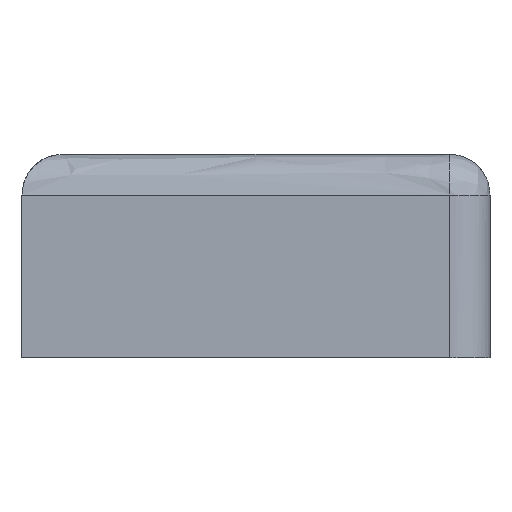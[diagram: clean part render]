
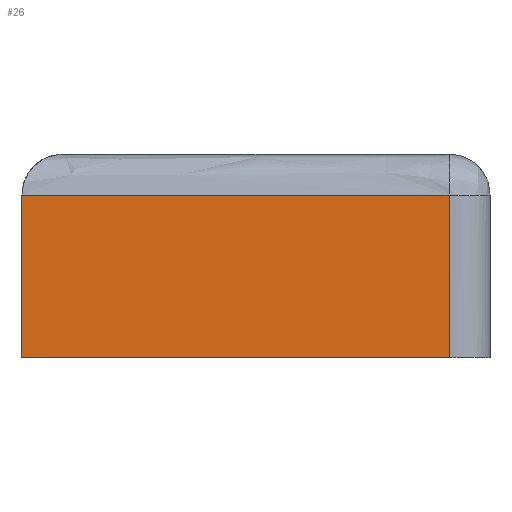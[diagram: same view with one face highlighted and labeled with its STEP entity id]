
A CAD part, left-side view. The second image highlights one B-rep face of the part: STEP entity #26.
In plain terms, the highlighted free-form (B-spline) face has degree [1, 1] with [2, 2] control points.
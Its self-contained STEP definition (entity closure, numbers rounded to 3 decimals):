
#26=ADVANCED_FACE('',(#44),#454,.T.);
#44=FACE_OUTER_BOUND('',#62,.T.);
#62=EDGE_LOOP('',(#90,#91,#92,#93));
#90=ORIENTED_EDGE('',*,*,#398,.T.);
#91=ORIENTED_EDGE('',*,*,#399,.T.);
#92=ORIENTED_EDGE('',*,*,#400,.T.);
#93=ORIENTED_EDGE('',*,*,#401,.T.);
#198=PCURVE('',#454,#278);
#199=PCURVE('',#454,#279);
#200=PCURVE('',#454,#280);
#201=PCURVE('',#454,#281);
#213=PCURVE('',#457,#293);
#225=PCURVE('',#459,#305);
#262=PCURVE('',#469,#342);
#267=PCURVE('',#471,#347);
#278=DEFINITIONAL_REPRESENTATION('',(#510),#1278);
#279=DEFINITIONAL_REPRESENTATION('',(#512),#1278);
#280=DEFINITIONAL_REPRESENTATION('',(#514),#1278);
#281=DEFINITIONAL_REPRESENTATION('',(#516),#1278);
#293=DEFINITIONAL_REPRESENTATION('',(#538),#1278);
#305=DEFINITIONAL_REPRESENTATION('',(#548),#1278);
#342=DEFINITIONAL_REPRESENTATION('',(#581),#1278);
#347=DEFINITIONAL_REPRESENTATION('',(#586),#1278);
#358=SURFACE_CURVE('',#509,(#198,#267),.PCURVE_S1.);
#359=SURFACE_CURVE('',#511,(#199,#262),.PCURVE_S1.);
#360=SURFACE_CURVE('',#513,(#200,#213),.PCURVE_S1.);
#361=SURFACE_CURVE('',#515,(#201,#225),.PCURVE_S1.);
#398=EDGE_CURVE('',#438,#440,#358,.T.);
#399=EDGE_CURVE('',#440,#441,#359,.T.);
#400=EDGE_CURVE('',#441,#439,#360,.T.);
#401=EDGE_CURVE('',#439,#438,#361,.T.);
#438=VERTEX_POINT('',#926);
#439=VERTEX_POINT('',#927);
#440=VERTEX_POINT('',#928);
#441=VERTEX_POINT('',#929);
#454=B_SPLINE_SURFACE_WITH_KNOTS('',1,1,((#660,#661),(#662,#663)),
 .UNSPECIFIED.,.F.,.F.,.F.,(2,2),(2,2),(-0.102,25.12),
(1.2,10.8),.UNSPECIFIED.);
#457=B_SPLINE_SURFACE_WITH_KNOTS('',1,1,((#672,#673),(#674,#675)),
 .UNSPECIFIED.,.F.,.F.,.F.,(2,2),(2,2),(-3.081,33.892),
(1.2,10.8),.UNSPECIFIED.);
#459=B_SPLINE_SURFACE_WITH_KNOTS('',1,1,((#680,#681),(#682,#683)),
 .UNSPECIFIED.,.F.,.F.,.F.,(2,2),(2,2),(-33.892,3.081),
(-2.302,25.32),.UNSPECIFIED.);
#469=(
BOUNDED_SURFACE()
B_SPLINE_SURFACE(2,1,((#837,#838),(#839,#840),(#841,#842),(#843,#844),(#845,
#846),(#847,#848),(#849,#850),(#851,#852),(#853,#854)),.UNSPECIFIED.,.T.,
 .F.,.F.)
B_SPLINE_SURFACE_WITH_KNOTS((3,2,2,2,3),(2,2),(0.,1.571,3.142,
4.712,6.283),(0.,25.222),.UNSPECIFIED.)
GEOMETRIC_REPRESENTATION_ITEM()
RATIONAL_B_SPLINE_SURFACE(((1.,1.),(0.707,0.707),
(1.,1.),(0.707,0.707),(1.,1.),(0.707,
0.707),(1.,1.),(0.707,0.707),(1.,1.)))
REPRESENTATION_ITEM('')
SURFACE()
);
#471=(
BOUNDED_SURFACE()
B_SPLINE_SURFACE(2,1,((#900,#901),(#902,#903),(#904,#905),(#906,#907),(#908,
#909),(#910,#911),(#912,#913),(#914,#915),(#916,#917)),.UNSPECIFIED.,.T.,
 .F.,.F.)
B_SPLINE_SURFACE_WITH_KNOTS((3,2,2,2,3),(2,2),(0.,1.571,3.142,
4.712,6.283),(0.,9.6),.UNSPECIFIED.)
GEOMETRIC_REPRESENTATION_ITEM()
RATIONAL_B_SPLINE_SURFACE(((1.,1.),(0.707,0.707),
(1.,1.),(0.707,0.707),(1.,1.),(0.707,
0.707),(1.,1.),(0.707,0.707),(1.,1.)))
REPRESENTATION_ITEM('')
SURFACE()
);
#509=B_SPLINE_CURVE_WITH_KNOTS('',1,(#986,#987),.UNSPECIFIED.,.F.,.F.,(2,
2),(0.,8.),.UNSPECIFIED.);
#510=B_SPLINE_CURVE_WITH_KNOTS('',1,(#988,#989),.UNSPECIFIED.,.F.,.F.,(2,
2),(0.,8.),.UNSPECIFIED.);
#511=B_SPLINE_CURVE_WITH_KNOTS('',1,(#990,#991),.UNSPECIFIED.,.F.,.F.,(2,
2),(0.,21.018),.UNSPECIFIED.);
#512=B_SPLINE_CURVE_WITH_KNOTS('',1,(#992,#993),.UNSPECIFIED.,.F.,.F.,(2,
2),(0.,21.018),.UNSPECIFIED.);
#513=B_SPLINE_CURVE_WITH_KNOTS('',1,(#994,#995),.UNSPECIFIED.,.F.,.F.,(2,
2),(0.,8.),.UNSPECIFIED.);
#514=B_SPLINE_CURVE_WITH_KNOTS('',1,(#996,#997),.UNSPECIFIED.,.F.,.F.,(2,
2),(0.,8.),.UNSPECIFIED.);
#515=B_SPLINE_CURVE_WITH_KNOTS('',1,(#998,#999),.UNSPECIFIED.,.F.,.F.,(2,
2),(0.,21.018),.UNSPECIFIED.);
#516=B_SPLINE_CURVE_WITH_KNOTS('',1,(#1000,#1001),.UNSPECIFIED.,.F.,.F.,
(2,2),(0.,21.018),.UNSPECIFIED.);
#538=B_SPLINE_CURVE_WITH_KNOTS('',1,(#1044,#1045),.UNSPECIFIED.,.F.,.F.,
(2,2),(0.,8.),.UNSPECIFIED.);
#548=B_SPLINE_CURVE_WITH_KNOTS('',1,(#1106,#1107),.UNSPECIFIED.,.F.,.F.,
(2,2),(0.,21.018),.UNSPECIFIED.);
#581=B_SPLINE_CURVE_WITH_KNOTS('',1,(#1257,#1258),.UNSPECIFIED.,.F.,.F.,
(2,2),(0.,21.018),.UNSPECIFIED.);
#586=B_SPLINE_CURVE_WITH_KNOTS('',1,(#1270,#1271),.UNSPECIFIED.,.F.,.F.,
(2,2),(0.,8.),.UNSPECIFIED.);
#660=CARTESIAN_POINT('',(0.,-0.102,8.8));
#661=CARTESIAN_POINT('',(0.,-0.102,-0.8));
#662=CARTESIAN_POINT('',(0.,25.12,8.8));
#663=CARTESIAN_POINT('',(0.,25.12,-0.8));
#672=CARTESIAN_POINT('',(-3.081,23.018,8.8));
#673=CARTESIAN_POINT('',(-3.081,23.018,-0.8));
#674=CARTESIAN_POINT('',(33.892,23.018,8.8));
#675=CARTESIAN_POINT('',(33.892,23.018,-0.8));
#680=CARTESIAN_POINT('',(33.892,-2.302,0.));
#681=CARTESIAN_POINT('',(33.892,25.32,0.));
#682=CARTESIAN_POINT('',(-3.081,-2.302,0.));
#683=CARTESIAN_POINT('',(-3.081,25.32,0.));
#837=CARTESIAN_POINT('',(2.,25.12,6.));
#838=CARTESIAN_POINT('',(2.,-0.102,6.));
#839=CARTESIAN_POINT('',(4.,25.12,6.));
#840=CARTESIAN_POINT('',(4.,-0.102,6.));
#841=CARTESIAN_POINT('',(4.,25.12,8.));
#842=CARTESIAN_POINT('',(4.,-0.102,8.));
#843=CARTESIAN_POINT('',(4.,25.12,10.));
#844=CARTESIAN_POINT('',(4.,-0.102,10.));
#845=CARTESIAN_POINT('',(2.,25.12,10.));
#846=CARTESIAN_POINT('',(2.,-0.102,10.));
#847=CARTESIAN_POINT('',(0.,25.12,10.));
#848=CARTESIAN_POINT('',(0.,-0.102,10.));
#849=CARTESIAN_POINT('',(0.,25.12,8.));
#850=CARTESIAN_POINT('',(0.,-0.102,8.));
#851=CARTESIAN_POINT('',(0.,25.12,6.));
#852=CARTESIAN_POINT('',(0.,-0.102,6.));
#853=CARTESIAN_POINT('',(2.,25.12,6.));
#854=CARTESIAN_POINT('',(2.,-0.102,6.));
#900=CARTESIAN_POINT('',(4.,2.,8.8));
#901=CARTESIAN_POINT('',(4.,2.,-0.8));
#902=CARTESIAN_POINT('',(4.,0.,8.8));
#903=CARTESIAN_POINT('',(4.,0.,-0.8));
#904=CARTESIAN_POINT('',(2.,0.,8.8));
#905=CARTESIAN_POINT('',(2.,0.,-0.8));
#906=CARTESIAN_POINT('',(0.,0.,8.8));
#907=CARTESIAN_POINT('',(0.,0.,-0.8));
#908=CARTESIAN_POINT('',(0.,2.,8.8));
#909=CARTESIAN_POINT('',(0.,2.,-0.8));
#910=CARTESIAN_POINT('',(0.,4.,8.8));
#911=CARTESIAN_POINT('',(0.,4.,-0.8));
#912=CARTESIAN_POINT('',(2.,4.,8.8));
#913=CARTESIAN_POINT('',(2.,4.,-0.8));
#914=CARTESIAN_POINT('',(4.,4.,8.8));
#915=CARTESIAN_POINT('',(4.,4.,-0.8));
#916=CARTESIAN_POINT('',(4.,2.,8.8));
#917=CARTESIAN_POINT('',(4.,2.,-0.8));
#926=CARTESIAN_POINT('',(0.,2.,0.));
#927=CARTESIAN_POINT('',(0.,23.018,0.));
#928=CARTESIAN_POINT('',(0.,2.,8.));
#929=CARTESIAN_POINT('',(0.,23.018,8.));
#986=CARTESIAN_POINT('',(0.,2.,0.));
#987=CARTESIAN_POINT('',(0.,2.,8.));
#988=CARTESIAN_POINT('',(2.,10.));
#989=CARTESIAN_POINT('',(2.,2.));
#990=CARTESIAN_POINT('',(0.,2.,8.));
#991=CARTESIAN_POINT('',(0.,23.018,8.));
#992=CARTESIAN_POINT('',(2.,2.));
#993=CARTESIAN_POINT('',(23.018,2.));
#994=CARTESIAN_POINT('',(0.,23.018,8.));
#995=CARTESIAN_POINT('',(0.,23.018,0.));
#996=CARTESIAN_POINT('',(23.018,2.));
#997=CARTESIAN_POINT('',(23.018,10.));
#998=CARTESIAN_POINT('',(0.,23.018,0.));
#999=CARTESIAN_POINT('',(0.,2.,0.));
#1000=CARTESIAN_POINT('',(23.018,10.));
#1001=CARTESIAN_POINT('',(2.,10.));
#1044=CARTESIAN_POINT('',(0.,2.));
#1045=CARTESIAN_POINT('',(0.,10.));
#1106=CARTESIAN_POINT('',(0.,23.018));
#1107=CARTESIAN_POINT('',(0.,2.));
#1257=CARTESIAN_POINT('',(4.712,23.12));
#1258=CARTESIAN_POINT('',(4.712,2.102));
#1270=CARTESIAN_POINT('',(3.142,8.8));
#1271=CARTESIAN_POINT('',(3.142,0.8));
#1278=(
GEOMETRIC_REPRESENTATION_CONTEXT(2)
PARAMETRIC_REPRESENTATION_CONTEXT()
REPRESENTATION_CONTEXT('pspace','')
);
